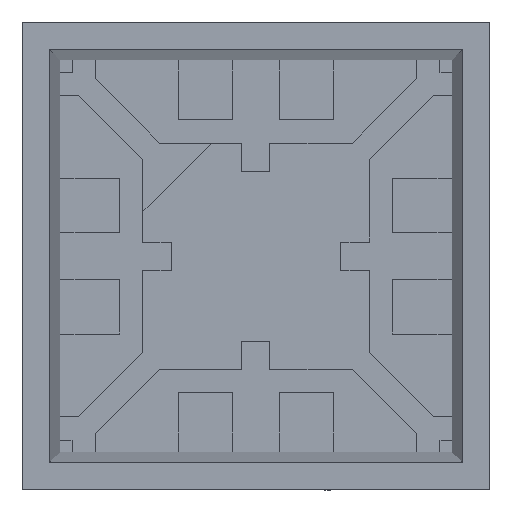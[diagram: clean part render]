
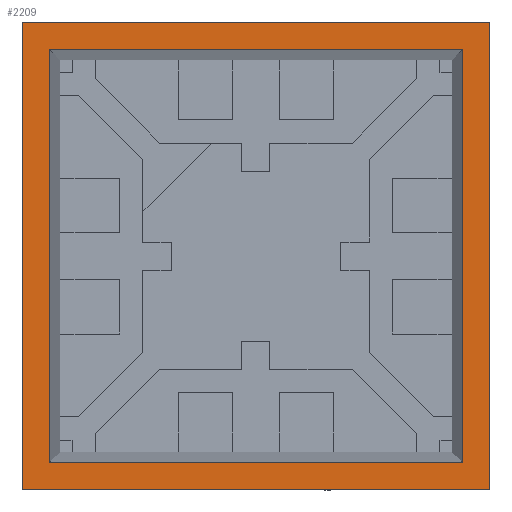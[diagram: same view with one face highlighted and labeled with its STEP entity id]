
A CAD part, top view. The second image highlights one B-rep face of the part: STEP entity #2209.
In plain terms, the highlighted planar face has unit normal (0, 0, 1).
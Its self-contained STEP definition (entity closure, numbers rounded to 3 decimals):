
#772 = CARTESIAN_POINT ( 'NONE',  ( -1.5, 1.5, 0.838 ) ) ;
#806 = CARTESIAN_POINT ( 'NONE',  ( -1.5, -1.5, 0.838 ) ) ;
#826 = CARTESIAN_POINT ( 'NONE',  ( 1.5, -1.5, 0.838 ) ) ;
#844 = CARTESIAN_POINT ( 'NONE',  ( 1.5, 1.5, 0.838 ) ) ;
#1563 = EDGE_CURVE ( 'NONE', #5113, #5147, #7886, .T. ) ;
#1583 = EDGE_CURVE ( 'NONE', #5147, #5167, #7924, .T. ) ;
#1602 = EDGE_CURVE ( 'NONE', #5167, #5185, #7962, .T. ) ;
#1620 = EDGE_CURVE ( 'NONE', #5185, #5113, #8002, .T. ) ;
#1900 = EDGE_CURVE ( 'NONE', #3905, #3908, #9018, .T. ) ;
#1901 = EDGE_CURVE ( 'NONE', #3907, #3905, #9008, .T. ) ;
#1902 = EDGE_CURVE ( 'NONE', #3914, #3907, #9020, .T. ) ;
#1903 = EDGE_CURVE ( 'NONE', #3908, #3914, #9022, .T. ) ;
#2209 = ADVANCED_FACE ( 'NONE', ( #9711, #9713 ), #11325, .F. ) ;
#2554 = ORIENTED_EDGE ( 'NONE', *, *, #1900, .F. ) ;
#2555 = ORIENTED_EDGE ( 'NONE', *, *, #1901, .F. ) ;
#2556 = ORIENTED_EDGE ( 'NONE', *, *, #1902, .F. ) ;
#2557 = ORIENTED_EDGE ( 'NONE', *, *, #1903, .F. ) ;
#2558 = ORIENTED_EDGE ( 'NONE', *, *, #1563, .T. ) ;
#2559 = ORIENTED_EDGE ( 'NONE', *, *, #1583, .T. ) ;
#2560 = ORIENTED_EDGE ( 'NONE', *, *, #1602, .T. ) ;
#2561 = ORIENTED_EDGE ( 'NONE', *, *, #1620, .T. ) ;
#3905 = VERTEX_POINT ( 'NONE', #11661 ) ;
#3907 = VERTEX_POINT ( 'NONE', #11663 ) ;
#3908 = VERTEX_POINT ( 'NONE', #11664 ) ;
#3914 = VERTEX_POINT ( 'NONE', #11670 ) ;
#5113 = VERTEX_POINT ( 'NONE', #772 ) ;
#5147 = VERTEX_POINT ( 'NONE', #806 ) ;
#5167 = VERTEX_POINT ( 'NONE', #826 ) ;
#5185 = VERTEX_POINT ( 'NONE', #844 ) ;
#7886 = LINE ( 'NONE', #8463, #7891 ) ;
#7891 = VECTOR ( 'NONE', #8468, 1000. ) ;
#7924 = LINE ( 'NONE', #8500, #7931 ) ;
#7931 = VECTOR ( 'NONE', #8508, 1000. ) ;
#7962 = LINE ( 'NONE', #8538, #7969 ) ;
#7969 = VECTOR ( 'NONE', #8546, 1000. ) ;
#8002 = LINE ( 'NONE', #8581, #8005 ) ;
#8005 = VECTOR ( 'NONE', #8582, 1000. ) ;
#8463 = CARTESIAN_POINT ( 'NONE',  ( -1.5, -1.5, 0.838 ) ) ;
#8468 = DIRECTION ( 'NONE',  ( 0., -1., 0. ) ) ;
#8500 = CARTESIAN_POINT ( 'NONE',  ( -1.5, -1.5, 0.838 ) ) ;
#8508 = DIRECTION ( 'NONE',  ( 1., 0., 0. ) ) ;
#8538 = CARTESIAN_POINT ( 'NONE',  ( 1.5, -1.5, 0.838 ) ) ;
#8546 = DIRECTION ( 'NONE',  ( 0., 1., 0. ) ) ;
#8581 = CARTESIAN_POINT ( 'NONE',  ( -1.5, 1.5, 0.838 ) ) ;
#8582 = DIRECTION ( 'NONE',  ( -1., 0., 0. ) ) ;
#9008 = LINE ( 'NONE', #10368, #9023 ) ;
#9018 = LINE ( 'NONE', #10380, #9021 ) ;
#9020 = LINE ( 'NONE', #10370, #9025 ) ;
#9021 = VECTOR ( 'NONE', #10382, 1000. ) ;
#9022 = LINE ( 'NONE', #10381, #9027 ) ;
#9023 = VECTOR ( 'NONE', #10383, 1000. ) ;
#9025 = VECTOR ( 'NONE', #10385, 1000. ) ;
#9027 = VECTOR ( 'NONE', #10387, 1000. ) ;
#9515 = AXIS2_PLACEMENT_3D ( 'NONE', #11323, #11320, #11327 ) ;
#9711 = FACE_BOUND ( 'NONE', #12178, .T. ) ;
#9713 = FACE_OUTER_BOUND ( 'NONE', #12190, .T. ) ;
#10368 = CARTESIAN_POINT ( 'NONE',  ( -1.325, 1.325, 0.838 ) ) ;
#10370 = CARTESIAN_POINT ( 'NONE',  ( -1.325, 1.325, 0.838 ) ) ;
#10380 = CARTESIAN_POINT ( 'NONE',  ( -1.325, -1.325, 0.838 ) ) ;
#10381 = CARTESIAN_POINT ( 'NONE',  ( 1.325, 1.325, 0.838 ) ) ;
#10382 = DIRECTION ( 'NONE',  ( 1., 0., 0. ) ) ;
#10383 = DIRECTION ( 'NONE',  ( 0., -1., 0. ) ) ;
#10385 = DIRECTION ( 'NONE',  ( -1., 0., 0. ) ) ;
#10387 = DIRECTION ( 'NONE',  ( 0., 1., 0. ) ) ;
#11320 = DIRECTION ( 'NONE',  ( 0., 0., -1. ) ) ;
#11323 = CARTESIAN_POINT ( 'NONE',  ( -1.5, 1.5, 0.838 ) ) ;
#11325 = PLANE ( 'NONE',  #9515 ) ;
#11327 = DIRECTION ( 'NONE',  ( -1., 0., 0. ) ) ;
#11661 = CARTESIAN_POINT ( 'NONE',  ( -1.325, -1.325, 0.838 ) ) ;
#11663 = CARTESIAN_POINT ( 'NONE',  ( -1.325, 1.325, 0.838 ) ) ;
#11664 = CARTESIAN_POINT ( 'NONE',  ( 1.325, -1.325, 0.838 ) ) ;
#11670 = CARTESIAN_POINT ( 'NONE',  ( 1.325, 1.325, 0.838 ) ) ;
#12178 = EDGE_LOOP ( 'NONE', ( #2554, #2555, #2556, #2557 ) ) ;
#12190 = EDGE_LOOP ( 'NONE', ( #2558, #2559, #2560, #2561 ) ) ;
